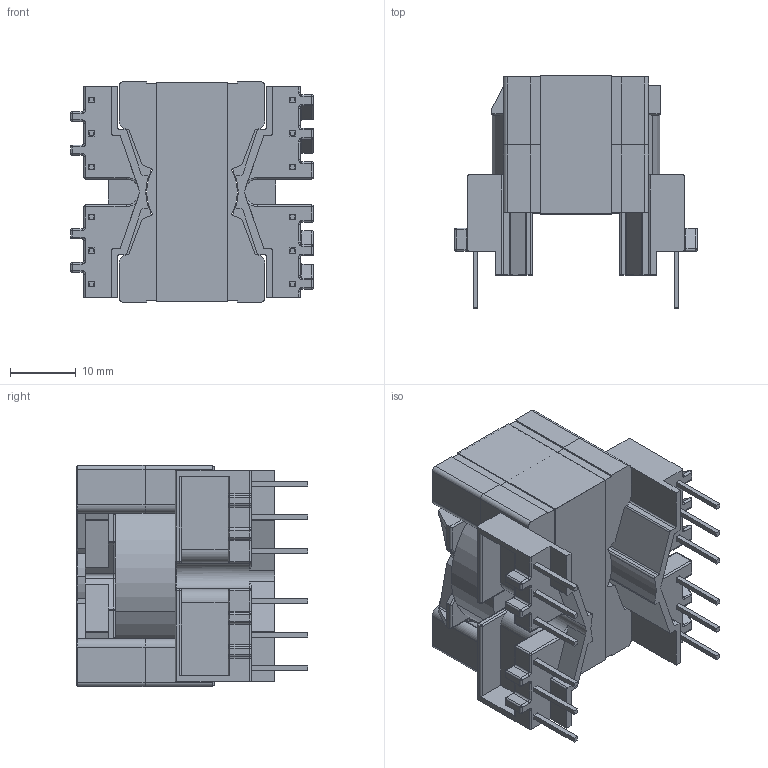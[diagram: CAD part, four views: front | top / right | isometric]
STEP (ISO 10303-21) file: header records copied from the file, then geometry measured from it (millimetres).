
FILE_DESCRIPTION (( 'STEP AP214' ), '1' );
FILE_NAME ('PQ3220_6957.STEP', '2020-04-07T21:00:43', ( '' ), ( '' ), 'SwSTEP 2.0', 'SolidWorks 2017', '' );
FILE_SCHEMA (( 'AUTOMOTIVE_DESIGN' ));
Length unit declared in the file: millimetre
Products named in the file (5): 150-2449_6B; 070-6957_6A; 440-8112-2449; 070-5050_coil; PQ3220_6957
Assembly tree (5 placements, depth 2):
  PQ3220_6957
    070-6957_6A
    070-5050_coil
    150-2449_6B  x2
    440-8112-2449
Bounding box: 36.81 x 35.16 x 33.5 mm (x, y, z)
Volume: 17137.4 mm3; surface area: 16575.3 mm2
Topology: 5 solids, 5 shells, 731 faces, 1865 edges, 1112 vertices
Faces by surface type: plane 365, cylinder 250, sphere 66, torus 30, bspline 20
Entity records: 21309 total; most frequent: CARTESIAN_POINT 4150, DIRECTION 3485, ORIENTED_EDGE 3374, EDGE_CURVE 1687, AXIS2_PLACEMENT_3D 1189, LINE 1107, VECTOR 1107, VERTEX_POINT 1032
